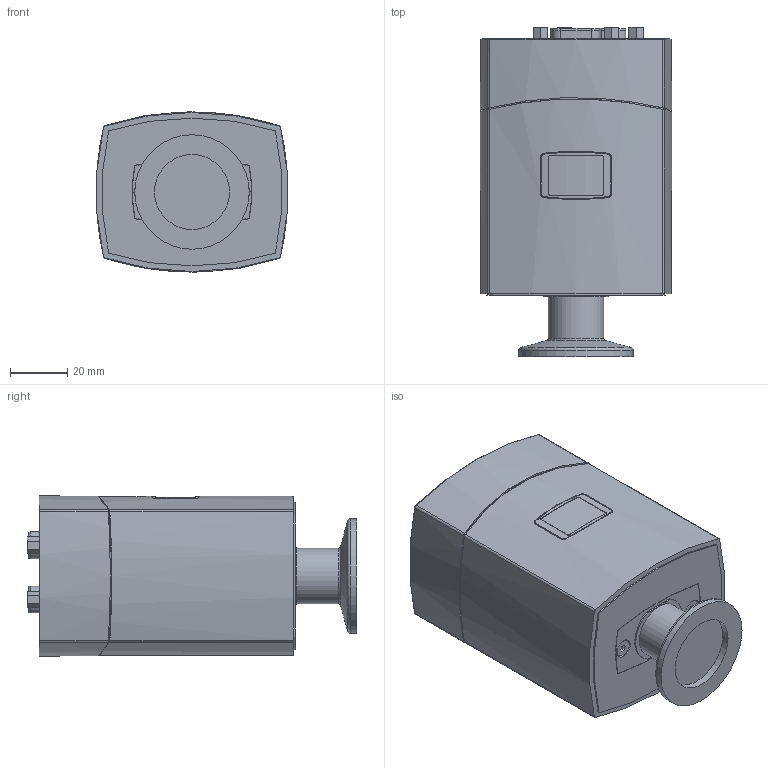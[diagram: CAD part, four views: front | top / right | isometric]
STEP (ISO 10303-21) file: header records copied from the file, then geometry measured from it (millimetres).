
FILE_DESCRIPTION((''),'2;1');
FILE_NAME('MPCG55x_9DSub_PBus_25KF.stp','2013-04-04T07:53:52',('BEM'),(''),'Autodesk Inventor 2012','Autodesk Inventor 2012','');
FILE_SCHEMA(('AUTOMOTIVE_DESIGN { 1 0 10303 214 1 1 1 1 }'));
Length unit declared in the file: millimetre
Products named in the file (1): Bauteil20
Bounding box: 67 x 115.1 x 56 mm (x, y, z)
Volume: 78284.9 mm3; surface area: 71807.7 mm2
Topology: 2 solids, 2 shells, 1169 faces, 3117 edges, 2039 vertices
Faces by surface type: plane 732, cylinder 349, cone 33, torus 29, sphere 18, bspline 8
Full cylindrical faces by diameter (mm): 0.9 x36, 1.1 x2, 1.3 x3, 2.156 x4, 2.6 x5, 2.8 x4, 2.845 x4, 2.9 x4, 3 x8, 3.2 x10, 3.4 x4, 3.6 x2, 4 x2, 16 x1, 18 x1, 19 x1, 19.5 x1, 26.2 x1, 40 x1
Entity records: 37081 total; most frequent: CARTESIAN_POINT 7237, ORIENTED_EDGE 5838, DIRECTION 5798, EDGE_CURVE 2919, VECTOR 2068, LINE 2068, VERTEX_POINT 1980, AXIS2_PLACEMENT_3D 1865
